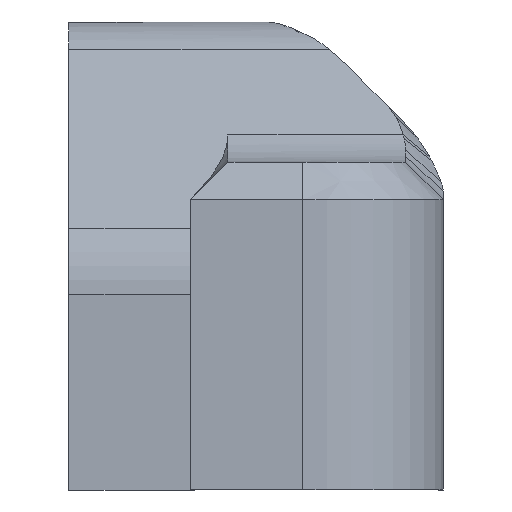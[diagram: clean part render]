
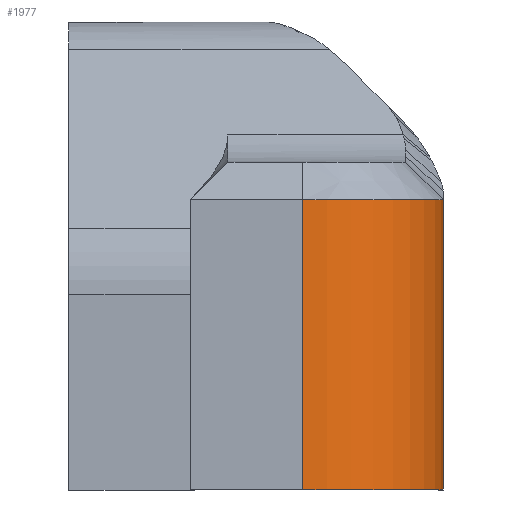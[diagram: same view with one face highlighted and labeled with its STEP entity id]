
A CAD part, front view. The second image highlights one B-rep face of the part: STEP entity #1977.
In plain terms, the highlighted cylindrical face has radius 7.5 mm (diameter 15 mm), a partial arc.
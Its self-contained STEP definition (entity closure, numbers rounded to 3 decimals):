
#37=CYLINDRICAL_SURFACE('',#2114,7.5);
#216=FACE_OUTER_BOUND('',#333,.T.);
#333=EDGE_LOOP('',(#1481,#1482,#1483,#1484));
#428=CIRCLE('',#2090,7.5);
#438=CIRCLE('',#2115,7.5);
#523=LINE('',#3147,#718);
#525=LINE('',#3151,#720);
#718=VECTOR('',#2356,10.);
#720=VECTOR('',#2360,10.);
#890=VERTEX_POINT('',#2897);
#893=VERTEX_POINT('',#2905);
#924=VERTEX_POINT('',#3146);
#925=VERTEX_POINT('',#3150);
#1080=EDGE_CURVE('',#890,#893,#428,.T.);
#1135=EDGE_CURVE('',#924,#893,#523,.T.);
#1137=EDGE_CURVE('',#890,#925,#525,.T.);
#1138=EDGE_CURVE('',#925,#924,#438,.T.);
#1481=ORIENTED_EDGE('',*,*,#1080,.F.);
#1482=ORIENTED_EDGE('',*,*,#1137,.T.);
#1483=ORIENTED_EDGE('',*,*,#1138,.T.);
#1484=ORIENTED_EDGE('',*,*,#1135,.T.);
#1977=ADVANCED_FACE('',(#216),#37,.T.);
#2090=AXIS2_PLACEMENT_3D('',#2906,#2279,#2280);
#2114=AXIS2_PLACEMENT_3D('',#3149,#2358,#2359);
#2115=AXIS2_PLACEMENT_3D('',#3152,#2361,#2362);
#2279=DIRECTION('center_axis',(0.,0.,1.));
#2280=DIRECTION('ref_axis',(0.707,-0.707,0.));
#2356=DIRECTION('',(0.,0.,1.));
#2358=DIRECTION('center_axis',(0.,0.,-1.));
#2359=DIRECTION('ref_axis',(0.707,-0.707,0.));
#2360=DIRECTION('',(0.,0.,-1.));
#2361=DIRECTION('center_axis',(0.,0.,1.));
#2362=DIRECTION('ref_axis',(0.707,-0.707,0.));
#2897=CARTESIAN_POINT('',(12.5,-72.5,15.5));
#2905=CARTESIAN_POINT('',(20.,-65.,15.5));
#2906=CARTESIAN_POINT('Origin',(12.5,-65.,15.5));
#3146=CARTESIAN_POINT('',(20.,-65.,0.));
#3147=CARTESIAN_POINT('',(20.,-65.,18.75));
#3149=CARTESIAN_POINT('Origin',(12.5,-65.,18.75));
#3150=CARTESIAN_POINT('',(12.5,-72.5,0.));
#3151=CARTESIAN_POINT('',(12.5,-72.5,18.75));
#3152=CARTESIAN_POINT('Origin',(12.5,-65.,0.));
